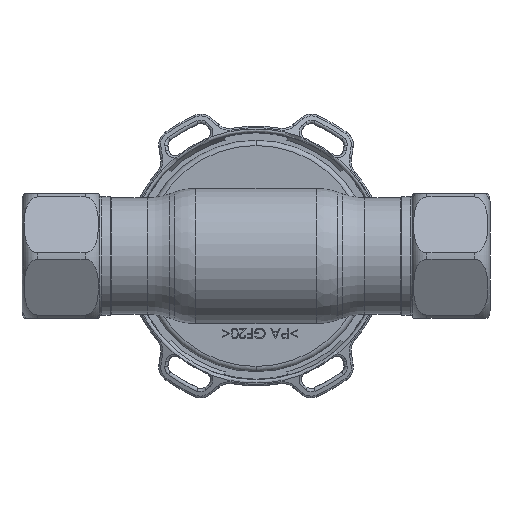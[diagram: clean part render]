
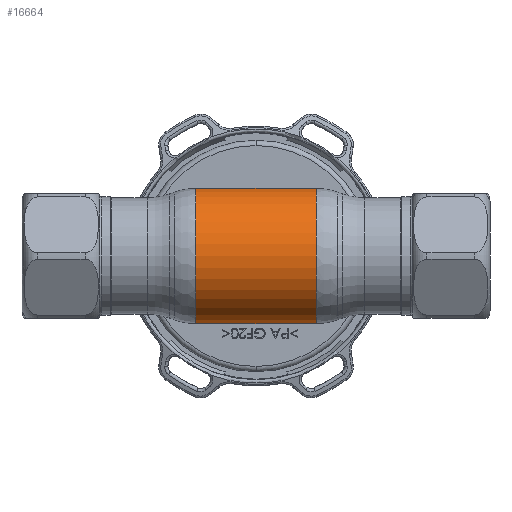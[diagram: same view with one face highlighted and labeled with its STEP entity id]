
A CAD part, front view. The second image highlights one B-rep face of the part: STEP entity #16664.
In plain terms, the highlighted cylindrical face has radius 13 mm (diameter 26 mm), a partial arc.
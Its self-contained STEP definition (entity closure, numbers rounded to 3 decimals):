
#2069 = DIRECTION ( 'NONE',  ( -1., 0., 0. ) ) ;
#2274 = AXIS2_PLACEMENT_3D ( 'NONE', #33549, #27574, #30653 ) ;
#3172 = EDGE_CURVE ( 'NONE', #18450, #13293, #20853, .T. ) ;
#3602 = ORIENTED_EDGE ( 'NONE', *, *, #3172, .F. ) ;
#3773 = EDGE_CURVE ( 'NONE', #33489, #13952, #19687, .T. ) ;
#4810 = CARTESIAN_POINT ( 'NONE',  ( 11.634, 0., 0. ) ) ;
#7246 = CARTESIAN_POINT ( 'NONE',  ( -62.69, 0., 0. ) ) ;
#8564 = ORIENTED_EDGE ( 'NONE', *, *, #20636, .T. ) ;
#9883 = LINE ( 'NONE', #32549, #34825 ) ;
#13293 = VERTEX_POINT ( 'NONE', #32090 ) ;
#13479 = CYLINDRICAL_SURFACE ( 'NONE', #35519, 13. ) ;
#13668 = DIRECTION ( 'NONE',  ( -1., 0., 0. ) ) ;
#13952 = VERTEX_POINT ( 'NONE', #30808 ) ;
#15464 = EDGE_LOOP ( 'NONE', ( #23759, #20134, #8564, #3602 ) ) ;
#16227 = CARTESIAN_POINT ( 'NONE',  ( -62.69, 0., 13. ) ) ;
#16664 = ADVANCED_FACE ( 'NONE', ( #30018 ), #13479, .T. ) ;
#17968 = DIRECTION ( 'NONE',  ( -1., 0., 0. ) ) ;
#18450 = VERTEX_POINT ( 'NONE', #24736 ) ;
#18477 = DIRECTION ( 'NONE',  ( 0., 0., 1. ) ) ;
#19687 = CIRCLE ( 'NONE', #24342, 13. ) ;
#20134 = ORIENTED_EDGE ( 'NONE', *, *, #3773, .T. ) ;
#20636 = EDGE_CURVE ( 'NONE', #13952, #13293, #30207, .T. ) ;
#20826 = VECTOR ( 'NONE', #32919, 1000. ) ;
#20853 = CIRCLE ( 'NONE', #2274, 13. ) ;
#23759 = ORIENTED_EDGE ( 'NONE', *, *, #35390, .F. ) ;
#24152 = DIRECTION ( 'NONE',  ( 0., 0., 1. ) ) ;
#24342 = AXIS2_PLACEMENT_3D ( 'NONE', #4810, #2069, #18477 ) ;
#24736 = CARTESIAN_POINT ( 'NONE',  ( -11.634, 0., -13. ) ) ;
#27574 = DIRECTION ( 'NONE',  ( -1., 0., 0. ) ) ;
#28397 = CARTESIAN_POINT ( 'NONE',  ( 11.634, 0., -13. ) ) ;
#30018 = FACE_OUTER_BOUND ( 'NONE', #15464, .T. ) ;
#30207 = LINE ( 'NONE', #16227, #20826 ) ;
#30653 = DIRECTION ( 'NONE',  ( 0., 0., 1. ) ) ;
#30808 = CARTESIAN_POINT ( 'NONE',  ( 11.634, 0., 13. ) ) ;
#32090 = CARTESIAN_POINT ( 'NONE',  ( -11.634, 0., 13. ) ) ;
#32549 = CARTESIAN_POINT ( 'NONE',  ( -62.69, 0., -13. ) ) ;
#32919 = DIRECTION ( 'NONE',  ( -1., 0., 0. ) ) ;
#33489 = VERTEX_POINT ( 'NONE', #28397 ) ;
#33549 = CARTESIAN_POINT ( 'NONE',  ( -11.634, 0., 0. ) ) ;
#34825 = VECTOR ( 'NONE', #13668, 1000. ) ;
#35390 = EDGE_CURVE ( 'NONE', #33489, #18450, #9883, .T. ) ;
#35519 = AXIS2_PLACEMENT_3D ( 'NONE', #7246, #17968, #24152 ) ;
